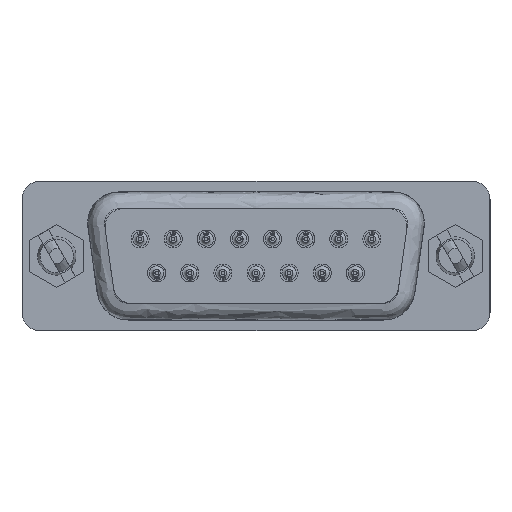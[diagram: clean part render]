
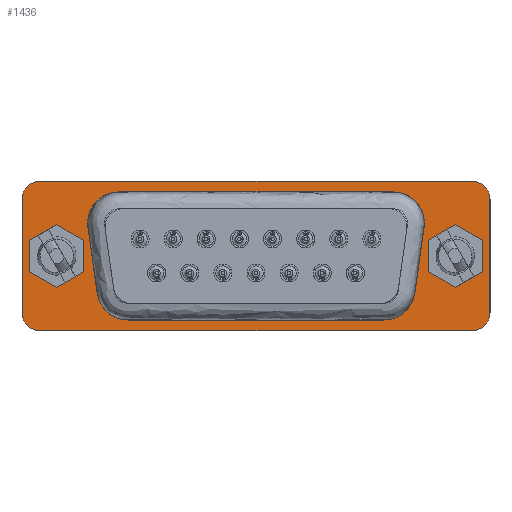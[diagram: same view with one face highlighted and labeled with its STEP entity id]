
A CAD part, front view. The second image highlights one B-rep face of the part: STEP entity #1436.
In plain terms, the highlighted planar face has unit normal (0, -1, 0).
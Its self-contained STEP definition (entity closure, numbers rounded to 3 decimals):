
#1436 = ADVANCED_FACE( '', ( #2839, #2840, #2841, #2842 ), #2843, .F. );
#2839 = FACE_BOUND( '', #12159, .T. );
#2840 = FACE_BOUND( '', #12160, .T. );
#2841 = FACE_OUTER_BOUND( '', #12161, .T. );
#2842 = FACE_BOUND( '', #12162, .T. );
#2843 = PLANE( '', #12163 );
#12159 = EDGE_LOOP( '', ( #15927, #15928, #15929, #15930, #15931, #15932, #15933, #15934 ) );
#12160 = EDGE_LOOP( '', ( #15935 ) );
#12161 = EDGE_LOOP( '', ( #15936, #15937, #15938, #15939, #15940, #15941, #15942, #15943 ) );
#12162 = EDGE_LOOP( '', ( #15944 ) );
#12163 = AXIS2_PLACEMENT_3D( '', #15945, #15946, #15947 );
#15927 = ORIENTED_EDGE( '', *, *, #17388, .T. );
#15928 = ORIENTED_EDGE( '', *, *, #17387, .T. );
#15929 = ORIENTED_EDGE( '', *, *, #17386, .T. );
#15930 = ORIENTED_EDGE( '', *, *, #17385, .T. );
#15931 = ORIENTED_EDGE( '', *, *, #17384, .T. );
#15932 = ORIENTED_EDGE( '', *, *, #17383, .T. );
#15933 = ORIENTED_EDGE( '', *, *, #17390, .T. );
#15934 = ORIENTED_EDGE( '', *, *, #17389, .T. );
#15935 = ORIENTED_EDGE( '', *, *, #16834, .T. );
#15936 = ORIENTED_EDGE( '', *, *, #16743, .F. );
#15937 = ORIENTED_EDGE( '', *, *, #16706, .F. );
#15938 = ORIENTED_EDGE( '', *, *, #17623, .F. );
#15939 = ORIENTED_EDGE( '', *, *, #17392, .F. );
#15940 = ORIENTED_EDGE( '', *, *, #17033, .F. );
#15941 = ORIENTED_EDGE( '', *, *, #17543, .F. );
#15942 = ORIENTED_EDGE( '', *, *, #16412, .F. );
#15943 = ORIENTED_EDGE( '', *, *, #17399, .F. );
#15944 = ORIENTED_EDGE( '', *, *, #17255, .T. );
#15945 = CARTESIAN_POINT( '', ( -18.07, 0., 4.75 ) );
#15946 = DIRECTION( '', ( 0., 1., 0. ) );
#15947 = DIRECTION( '', ( 0., 0., 1. ) );
#16412 = EDGE_CURVE( '', #17874, #17875, #17876, .T. );
#16706 = EDGE_CURVE( '', #18377, #18378, #18379, .T. );
#16743 = EDGE_CURVE( '', #18378, #18436, #18437, .T. );
#16834 = EDGE_CURVE( '', #18576, #18576, #18577, .T. );
#17033 = EDGE_CURVE( '', #18879, #18880, #18881, .T. );
#17255 = EDGE_CURVE( '', #19194, #19194, #19195, .T. );
#17383 = EDGE_CURVE( '', #19366, #19367, #19368, .T. );
#17384 = EDGE_CURVE( '', #19369, #19366, #19370, .T. );
#17385 = EDGE_CURVE( '', #19371, #19369, #19372, .T. );
#17386 = EDGE_CURVE( '', #19373, #19371, #19374, .T. );
#17387 = EDGE_CURVE( '', #19375, #19373, #19376, .T. );
#17388 = EDGE_CURVE( '', #19377, #19375, #19378, .T. );
#17389 = EDGE_CURVE( '', #19379, #19377, #19380, .T. );
#17390 = EDGE_CURVE( '', #19367, #19379, #19381, .T. );
#17392 = EDGE_CURVE( '', #18880, #19383, #19384, .T. );
#17399 = EDGE_CURVE( '', #18436, #17874, #19392, .T. );
#17543 = EDGE_CURVE( '', #17875, #18879, #19568, .T. );
#17623 = EDGE_CURVE( '', #19383, #18377, #19656, .T. );
#17874 = VERTEX_POINT( '', #20026 );
#17875 = VERTEX_POINT( '', #20027 );
#17876 = CIRCLE( '', #20028, 1.5 );
#18377 = VERTEX_POINT( '', #21368 );
#18378 = VERTEX_POINT( '', #21369 );
#18379 = LINE( '', #21370, #21371 );
#18436 = VERTEX_POINT( '', #21449 );
#18437 = CIRCLE( '', #21450, 1.5 );
#18576 = VERTEX_POINT( '', #21743 );
#18577 = CIRCLE( '', #21744, 1.5 );
#18879 = VERTEX_POINT( '', #22159 );
#18880 = VERTEX_POINT( '', #22160 );
#18881 = CIRCLE( '', #22161, 1.5 );
#19194 = VERTEX_POINT( '', #22602 );
#19195 = CIRCLE( '', #22603, 1.5 );
#19366 = VERTEX_POINT( '', #22915 );
#19367 = VERTEX_POINT( '', #22916 );
#19368 = LINE( '', #22917, #22918 );
#19369 = VERTEX_POINT( '', #22919 );
#19370 = CIRCLE( '', #22920, 2.6 );
#19371 = VERTEX_POINT( '', #22921 );
#19372 = LINE( '', #22922, #22923 );
#19373 = VERTEX_POINT( '', #22924 );
#19374 = CIRCLE( '', #22925, 2.6 );
#19375 = VERTEX_POINT( '', #22926 );
#19376 = LINE( '', #22927, #22928 );
#19377 = VERTEX_POINT( '', #22929 );
#19378 = CIRCLE( '', #22930, 2.6 );
#19379 = VERTEX_POINT( '', #22931 );
#19380 = LINE( '', #22932, #22933 );
#19381 = CIRCLE( '', #22934, 2.6 );
#19383 = VERTEX_POINT( '', #22936 );
#19384 = LINE( '', #22937, #22938 );
#19392 = LINE( '', #22948, #22949 );
#19568 = LINE( '', #23180, #23181 );
#19656 = CIRCLE( '', #23290, 1.5 );
#20026 = CARTESIAN_POINT( '', ( 18.07, 0., 6.25 ) );
#20027 = CARTESIAN_POINT( '', ( 19.57, 0., 4.75 ) );
#20028 = AXIS2_PLACEMENT_3D( '', #23500, #23501, #23502 );
#21368 = CARTESIAN_POINT( '', ( -19.57, 0., -4.75 ) );
#21369 = CARTESIAN_POINT( '', ( -19.57, 0., 4.75 ) );
#21370 = CARTESIAN_POINT( '', ( -19.57, 0., -4.75 ) );
#21371 = VECTOR( '', #23907, 1000. );
#21449 = CARTESIAN_POINT( '', ( -18.07, 0., 6.25 ) );
#21450 = AXIS2_PLACEMENT_3D( '', #23947, #23948, #23949 );
#21743 = CARTESIAN_POINT( '', ( -15.16, 0., 0. ) );
#21744 = AXIS2_PLACEMENT_3D( '', #24067, #24068, #24069 );
#22159 = CARTESIAN_POINT( '', ( 19.57, 0., -4.75 ) );
#22160 = CARTESIAN_POINT( '', ( 18.07, 0., -6.25 ) );
#22161 = AXIS2_PLACEMENT_3D( '', #24351, #24352, #24353 );
#22602 = CARTESIAN_POINT( '', ( 18.16, 0., 0. ) );
#22603 = AXIS2_PLACEMENT_3D( '', #24621, #24622, #24623 );
#22915 = CARTESIAN_POINT( '', ( 10.704, 0., -5.36 ) );
#22916 = CARTESIAN_POINT( '', ( -10.704, 0., -5.36 ) );
#22917 = CARTESIAN_POINT( '', ( 10.704, 0., -5.36 ) );
#22918 = VECTOR( '', #24780, 1000. );
#22919 = CARTESIAN_POINT( '', ( 13.279, 0., -3.122 ) );
#22920 = AXIS2_PLACEMENT_3D( '', #24781, #24782, #24783 );
#22921 = CARTESIAN_POINT( '', ( 14.055, 0., 2.398 ) );
#22922 = CARTESIAN_POINT( '', ( 14.055, 0., 2.398 ) );
#22923 = VECTOR( '', #24784, 1000. );
#22924 = CARTESIAN_POINT( '', ( 11.48, 0., 5.36 ) );
#22925 = AXIS2_PLACEMENT_3D( '', #24785, #24786, #24787 );
#22926 = CARTESIAN_POINT( '', ( -11.48, 0., 5.36 ) );
#22927 = CARTESIAN_POINT( '', ( -11.48, 0., 5.36 ) );
#22928 = VECTOR( '', #24788, 1000. );
#22929 = CARTESIAN_POINT( '', ( -14.055, 0., 2.398 ) );
#22930 = AXIS2_PLACEMENT_3D( '', #24789, #24790, #24791 );
#22931 = CARTESIAN_POINT( '', ( -13.279, 0., -3.122 ) );
#22932 = CARTESIAN_POINT( '', ( -13.279, 0., -3.122 ) );
#22933 = VECTOR( '', #24792, 1000. );
#22934 = AXIS2_PLACEMENT_3D( '', #24793, #24794, #24795 );
#22936 = CARTESIAN_POINT( '', ( -18.07, 0., -6.25 ) );
#22937 = CARTESIAN_POINT( '', ( 18.07, 0., -6.25 ) );
#22938 = VECTOR( '', #24796, 1000. );
#22948 = CARTESIAN_POINT( '', ( -18.07, 0., 6.25 ) );
#22949 = VECTOR( '', #24802, 1000. );
#23180 = CARTESIAN_POINT( '', ( 19.57, 0., 4.75 ) );
#23181 = VECTOR( '', #24956, 1000. );
#23290 = AXIS2_PLACEMENT_3D( '', #25026, #25027, #25028 );
#23500 = CARTESIAN_POINT( '', ( 18.07, 0., 4.75 ) );
#23501 = DIRECTION( '', ( 0., 1., 0. ) );
#23502 = DIRECTION( '', ( -1., 0., 0. ) );
#23907 = DIRECTION( '', ( 0., 0., 1. ) );
#23947 = CARTESIAN_POINT( '', ( -18.07, 0., 4.75 ) );
#23948 = DIRECTION( '', ( 0., 1., 0. ) );
#23949 = DIRECTION( '', ( 1., 0., 0. ) );
#24067 = CARTESIAN_POINT( '', ( -16.66, 0., 0. ) );
#24068 = DIRECTION( '', ( 0., 1., 0. ) );
#24069 = DIRECTION( '', ( 1., 0., 0. ) );
#24351 = CARTESIAN_POINT( '', ( 18.07, 0., -4.75 ) );
#24352 = DIRECTION( '', ( 0., 1., 0. ) );
#24353 = DIRECTION( '', ( 1., 0., 0. ) );
#24621 = CARTESIAN_POINT( '', ( 16.66, 0., 0. ) );
#24622 = DIRECTION( '', ( 0., 1., 0. ) );
#24623 = DIRECTION( '', ( 1., 0., 0. ) );
#24780 = DIRECTION( '', ( -1., 0., 0. ) );
#24781 = CARTESIAN_POINT( '', ( 10.704, 0., -2.76 ) );
#24782 = DIRECTION( '', ( 0., 1., 0. ) );
#24783 = DIRECTION( '', ( 1., 0., 0. ) );
#24784 = DIRECTION( '', ( -0.139, 0., -0.99 ) );
#24785 = CARTESIAN_POINT( '', ( 11.48, 0., 2.76 ) );
#24786 = DIRECTION( '', ( 0., 1., 0. ) );
#24787 = DIRECTION( '', ( -1., 0., 0. ) );
#24788 = DIRECTION( '', ( 1., 0., 0. ) );
#24789 = CARTESIAN_POINT( '', ( -11.48, 0., 2.76 ) );
#24790 = DIRECTION( '', ( 0., 1., 0. ) );
#24791 = DIRECTION( '', ( 1., 0., 0. ) );
#24792 = DIRECTION( '', ( -0.139, 0., 0.99 ) );
#24793 = CARTESIAN_POINT( '', ( -10.704, 0., -2.76 ) );
#24794 = DIRECTION( '', ( 0., 1., 0. ) );
#24795 = DIRECTION( '', ( 1., 0., 0. ) );
#24796 = DIRECTION( '', ( -1., 0., 0. ) );
#24802 = DIRECTION( '', ( 1., 0., 0. ) );
#24956 = DIRECTION( '', ( 0., 0., -1. ) );
#25026 = CARTESIAN_POINT( '', ( -18.07, 0., -4.75 ) );
#25027 = DIRECTION( '', ( 0., 1., 0. ) );
#25028 = DIRECTION( '', ( 1., 0., 0. ) );
